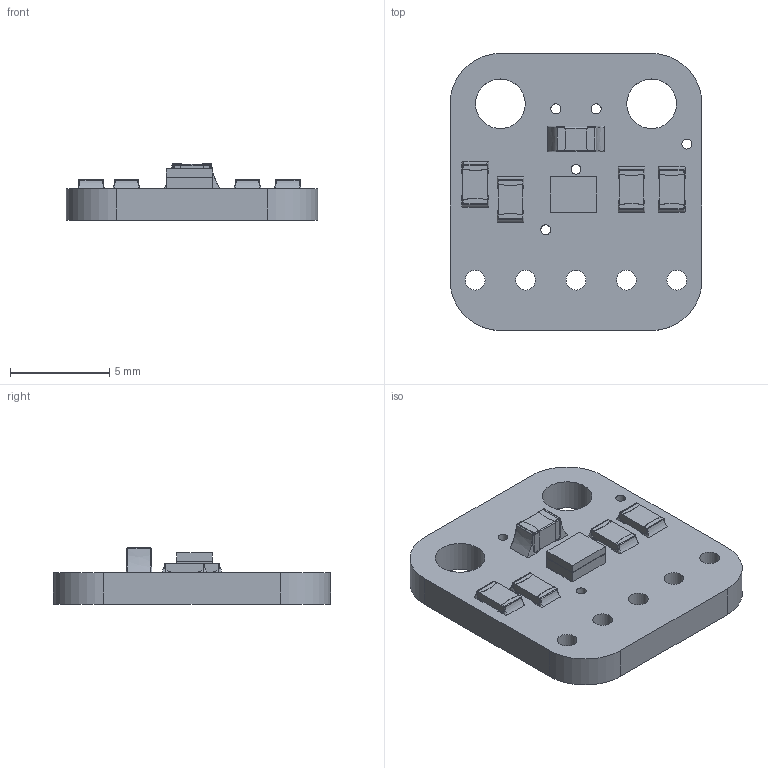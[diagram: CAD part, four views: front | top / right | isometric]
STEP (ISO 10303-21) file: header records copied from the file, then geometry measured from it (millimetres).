
FILE_DESCRIPTION(/* description */ (''),/* implementation_level */ '2;1');
FILE_NAME(/* name */ '04a38e3b-44f2-4002-9357-5005043a62fa.stp',/* time_stamp */ '2016-06-23T21:22:02+00:00',/* author */ (''),/* organization */ (''),/* preprocessor_version */ 'ST-DEVELOPER v16.5',/* originating_system */ 'Autodesk Translation Framework v5.1.0.2740',/* authorisation */ '');
FILE_SCHEMA (('AUTOMOTIVE_DESIGN { 1 0 10303 214 3 1 1 }'));
Length unit declared in the file: centimetre
Products named in the file (9): Adafruit_VEML6070_breakout v4; pcb; C0805-NO; R0805-NO; VEML6070 v4; leads; body; chip; lense
Assembly tree (11 placements, depth 3):
  Adafruit_VEML6070_breakout v4
    pcb
    C0805-NO
    R0805-NO  x4
    VEML6070 v4
      leads
      body
      chip
      lense
Bounding box: 12.7 x 13.97 x 2.85 mm (x, y, z)
Volume: 264.7 mm3; surface area: 566.9 mm2
Topology: 25 solids, 25 shells, 387 faces, 981 edges, 644 vertices
Faces by surface type: plane 225, cylinder 92, bspline 62, sphere 8
Full cylindrical faces by diameter (mm): 0.5 x5, 1 x5, 2.5 x2
Entity records: 8328 total; most frequent: CARTESIAN_POINT 2196, ORIENTED_EDGE 1198, DIRECTION 1162, EDGE_CURVE 599, LINE 422, VECTOR 422, VERTEX_POINT 404, AXIS2_PLACEMENT_3D 370
